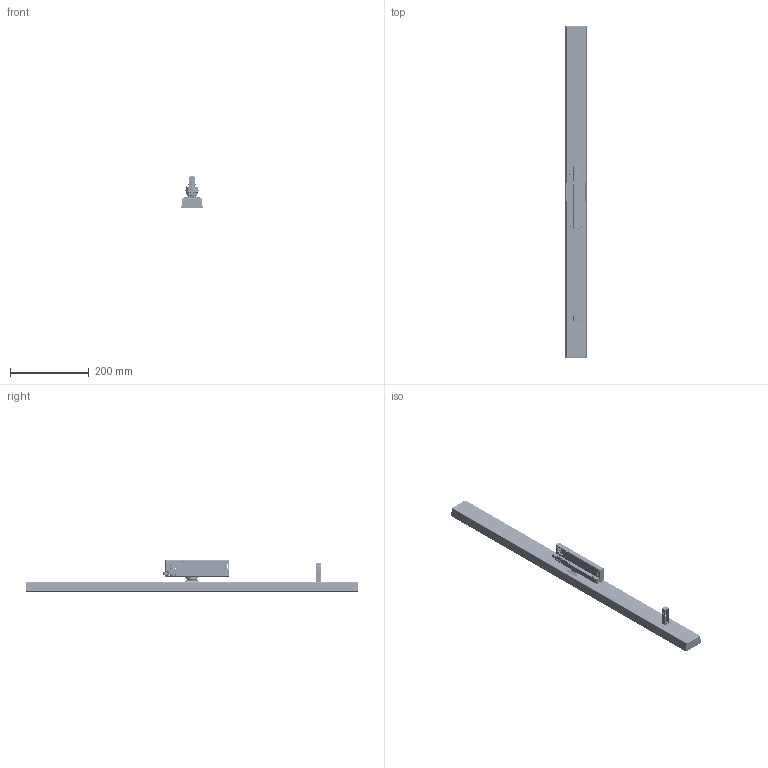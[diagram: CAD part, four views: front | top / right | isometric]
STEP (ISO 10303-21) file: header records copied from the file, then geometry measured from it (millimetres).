
FILE_DESCRIPTION(/* description */ ('This is a sample STEP configuration'),/* implementation_level */ '2;1');
FILE_NAME(/* name */ '149-001xxxxxxxxx SIMPLE.ipt_Rev_00.stp',/* time_stamp */ '2023-04-06T15:16:39+02:00',/* author */ ('powerJobs'),/* organization */ ('coolOrange'),/* preprocessor_version */ 'ST-DEVELOPER v19.2',/* originating_system */ 'Autodesk Inventor 2023',/* authorisation */ '');
FILE_SCHEMA (('AUTOMOTIVE_DESIGN { 1 0 10303 214 3 1 1 }'));
Products named in the file (1): ENG000028743
Bounding box: 54.16 x 844 x 79.59 mm (x, y, z)
Volume: 272856.1 mm3; surface area: 431651 mm2
Topology: 11 solids, 11 shells, 12750 faces, 32591 edges, 19738 vertices
Faces by surface type: plane 5404, cylinder 3378, bspline 2226, cone 670, torus 600, sphere 472
Full cylindrical faces by diameter (mm): 2.7 x2, 3.2 x2, 3.242 x1, 3.5 x4, 4 x7, 5 x4, 6.8 x2, 7.5 x1, 11.93 x21, 14 x1, 24.5 x1, 26 x1
Entity records: 465349 total; most frequent: CARTESIAN_POINT 156999, ORIENTED_EDGE 64350, DIRECTION 57771, EDGE_CURVE 32175, AXIS2_PLACEMENT_3D 19875, VERTEX_POINT 19702, LINE 18021, VECTOR 18021
